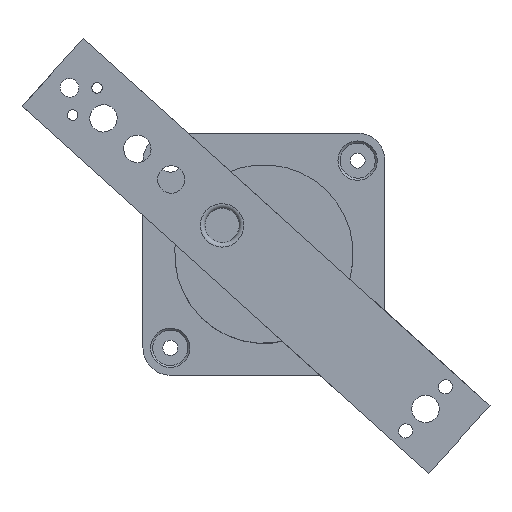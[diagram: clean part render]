
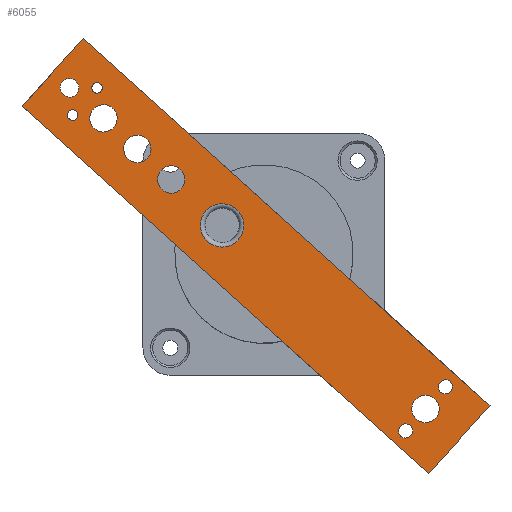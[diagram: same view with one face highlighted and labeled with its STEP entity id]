
A CAD part, top view. The second image highlights one B-rep face of the part: STEP entity #6055.
In plain terms, the highlighted planar face has unit normal (0, 0, 1).
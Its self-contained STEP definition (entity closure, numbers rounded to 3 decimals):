
#5659=CARTESIAN_POINT('',(40.194,-42.55,29.414));
#5660=VERTEX_POINT('',#5659);
#5667=CARTESIAN_POINT('',(-48.903,37.834,29.414));
#5668=VERTEX_POINT('',#5667);
#5669=CARTESIAN_POINT('',(-48.903,37.834,29.414));
#5670=DIRECTION('',(0.742,-0.67,0.));
#5671=VECTOR('',#5670,120.0);
#5672=LINE('',#5669,#5671);
#5673=EDGE_CURVE('',#5668,#5660,#5672,.T.);
#5780=CARTESIAN_POINT('',(-35.506,52.683,29.414));
#5781=VERTEX_POINT('',#5780);
#5788=CARTESIAN_POINT('',(53.592,-27.701,29.414));
#5789=VERTEX_POINT('',#5788);
#5790=CARTESIAN_POINT('',(53.592,-27.701,29.414));
#5791=DIRECTION('',(-0.742,0.67,0.));
#5792=VECTOR('',#5791,120.);
#5793=LINE('',#5790,#5792);
#5794=EDGE_CURVE('',#5789,#5781,#5793,.T.);
#5829=CARTESIAN_POINT('',(-35.506,52.683,29.414));
#5830=DIRECTION('',(-0.67,-0.742,0.));
#5831=VECTOR('',#5830,20.);
#5832=LINE('',#5829,#5831);
#5833=EDGE_CURVE('',#5781,#5668,#5832,.T.);
#5913=CARTESIAN_POINT('',(-8.608,14.947,29.414));
#5914=VERTEX_POINT('',#5913);
#5915=CARTESIAN_POINT('',(-5.081,11.765,29.414));
#5916=DIRECTION('',(0.,0.,1.0));
#5917=DIRECTION('',(0.742,-0.67,0.));
#5918=AXIS2_PLACEMENT_3D('',#5915,#5916,#5917);
#5919=CIRCLE('',#5918,4.75);
#5920=EDGE_CURVE('',#5914,#5914,#5919,.T.);
#5937=CARTESIAN_POINT('',(2.344,5.067,29.414));
#5938=DIRECTION('',(0.0,0.0,-1.0));
#5939=DIRECTION('',(-0.742,0.67,0.0));
#5940=AXIS2_PLACEMENT_3D('',#5937,#5938,#5939);
#5941=PLANE('',#5940);
#5942=ORIENTED_EDGE('',*,*,#5794,.T.);
#5943=ORIENTED_EDGE('',*,*,#5833,.T.);
#5944=ORIENTED_EDGE('',*,*,#5673,.T.);
#5945=CARTESIAN_POINT('',(40.194,-42.55,29.414));
#5946=DIRECTION('',(0.67,0.742,0.));
#5947=VECTOR('',#5946,20.);
#5948=LINE('',#5945,#5947);
#5949=EDGE_CURVE('',#5660,#5789,#5948,.T.);
#5950=ORIENTED_EDGE('',*,*,#5949,.T.);
#5951=EDGE_LOOP('',(#5942,#5943,#5944,#5950));
#5952=FACE_OUTER_BOUND('',#5951,.T.);
#5953=CARTESIAN_POINT('',(-33.326,42.635,29.414));
#5954=VERTEX_POINT('',#5953);
#5955=CARTESIAN_POINT('',(-32.472,41.865,29.414));
#5956=DIRECTION('',(0.,0.,-1.0));
#5957=DIRECTION('',(0.742,-0.67,0.));
#5958=AXIS2_PLACEMENT_3D('',#5955,#5956,#5957);
#5959=CIRCLE('',#5958,1.15);
#5960=EDGE_CURVE('',#5954,#5954,#5959,.T.);
#5961=ORIENTED_EDGE('',*,*,#5960,.T.);
#5962=EDGE_LOOP('',(#5961));
#5963=FACE_BOUND('',#5962,.T.);
#5964=CARTESIAN_POINT('',(-38.685,36.695,29.414));
#5965=VERTEX_POINT('',#5964);
#5966=CARTESIAN_POINT('',(-37.831,35.925,29.414));
#5967=DIRECTION('',(0.,0.,-1.0));
#5968=DIRECTION('',(0.742,-0.67,0.));
#5969=AXIS2_PLACEMENT_3D('',#5966,#5967,#5968);
#5970=CIRCLE('',#5969,1.15);
#5971=EDGE_CURVE('',#5965,#5965,#5970,.T.);
#5972=ORIENTED_EDGE('',*,*,#5971,.T.);
#5973=EDGE_LOOP('',(#5972));
#5974=FACE_BOUND('',#5973,.T.);
#5975=CARTESIAN_POINT('',(42.671,-22.562,29.414));
#5976=VERTEX_POINT('',#5975);
#5977=CARTESIAN_POINT('',(43.822,-23.601,29.414));
#5978=DIRECTION('',(0.,0.,-1.0));
#5979=DIRECTION('',(0.742,-0.67,0.));
#5980=AXIS2_PLACEMENT_3D('',#5977,#5978,#5979);
#5981=CIRCLE('',#5980,1.55);
#5982=EDGE_CURVE('',#5976,#5976,#5981,.T.);
#5983=ORIENTED_EDGE('',*,*,#5982,.T.);
#5984=EDGE_LOOP('',(#5983));
#5985=FACE_BOUND('',#5984,.T.);
#5986=CARTESIAN_POINT('',(33.963,-32.215,29.414));
#5987=VERTEX_POINT('',#5986);
#5988=CARTESIAN_POINT('',(35.114,-33.253,29.414));
#5989=DIRECTION('',(0.,0.,-1.0));
#5990=DIRECTION('',(0.742,-0.67,0.));
#5991=AXIS2_PLACEMENT_3D('',#5988,#5989,#5990);
#5992=CIRCLE('',#5991,1.55);
#5993=EDGE_CURVE('',#5987,#5987,#5992,.T.);
#5994=ORIENTED_EDGE('',*,*,#5993,.T.);
#5995=EDGE_LOOP('',(#5994));
#5996=FACE_BOUND('',#5995,.T.);
#5997=CARTESIAN_POINT('',(-40.014,43.283,29.414));
#5998=VERTEX_POINT('',#5997);
#5999=CARTESIAN_POINT('',(-38.492,41.909,29.414));
#6000=DIRECTION('',(0.,0.,-1.0));
#6001=DIRECTION('',(0.742,-0.67,0.));
#6002=AXIS2_PLACEMENT_3D('',#5999,#6000,#6001);
#6003=CIRCLE('',#6002,2.05);
#6004=EDGE_CURVE('',#5998,#5998,#6003,.T.);
#6005=ORIENTED_EDGE('',*,*,#6004,.T.);
#6006=EDGE_LOOP('',(#6005));
#6007=FACE_BOUND('',#6006,.T.);
#6008=CARTESIAN_POINT('',(37.241,-26.417,29.414));
#6009=VERTEX_POINT('',#6008);
#6010=CARTESIAN_POINT('',(39.468,-28.427,29.414));
#6011=DIRECTION('',(0.,0.,-1.0));
#6012=DIRECTION('',(0.742,-0.67,0.));
#6013=AXIS2_PLACEMENT_3D('',#6010,#6011,#6012);
#6014=CIRCLE('',#6013,3.0);
#6015=EDGE_CURVE('',#6009,#6009,#6014,.T.);
#6016=ORIENTED_EDGE('',*,*,#6015,.T.);
#6017=EDGE_LOOP('',(#6016));
#6018=FACE_BOUND('',#6017,.T.);
#6019=CARTESIAN_POINT('',(-18.445,23.823,29.414));
#6020=VERTEX_POINT('',#6019);
#6021=CARTESIAN_POINT('',(-16.218,21.813,29.414));
#6022=DIRECTION('',(0.,0.,-1.0));
#6023=DIRECTION('',(0.742,-0.67,0.));
#6024=AXIS2_PLACEMENT_3D('',#6021,#6022,#6023);
#6025=CIRCLE('',#6024,3.0);
#6026=EDGE_CURVE('',#6020,#6020,#6025,.T.);
#6027=ORIENTED_EDGE('',*,*,#6026,.T.);
#6028=EDGE_LOOP('',(#6027));
#6029=FACE_BOUND('',#6028,.T.);
#6030=CARTESIAN_POINT('',(-25.87,30.522,29.414));
#6031=VERTEX_POINT('',#6030);
#6032=CARTESIAN_POINT('',(-23.643,28.512,29.414));
#6033=DIRECTION('',(0.,0.,-1.0));
#6034=DIRECTION('',(0.742,-0.67,0.));
#6035=AXIS2_PLACEMENT_3D('',#6032,#6033,#6034);
#6036=CIRCLE('',#6035,3.0);
#6037=EDGE_CURVE('',#6031,#6031,#6036,.T.);
#6038=ORIENTED_EDGE('',*,*,#6037,.T.);
#6039=EDGE_LOOP('',(#6038));
#6040=FACE_BOUND('',#6039,.T.);
#6041=CARTESIAN_POINT('',(-33.295,37.22,29.414));
#6042=VERTEX_POINT('',#6041);
#6043=CARTESIAN_POINT('',(-31.068,35.211,29.414));
#6044=DIRECTION('',(0.,0.,-1.0));
#6045=DIRECTION('',(0.742,-0.67,0.));
#6046=AXIS2_PLACEMENT_3D('',#6043,#6044,#6045);
#6047=CIRCLE('',#6046,3.0);
#6048=EDGE_CURVE('',#6042,#6042,#6047,.T.);
#6049=ORIENTED_EDGE('',*,*,#6048,.T.);
#6050=EDGE_LOOP('',(#6049));
#6051=FACE_BOUND('',#6050,.T.);
#6052=ORIENTED_EDGE('',*,*,#5920,.F.);
#6053=EDGE_LOOP('',(#6052));
#6054=FACE_BOUND('',#6053,.T.);
#6055=ADVANCED_FACE('',(#5952,#5963,#5974,#5985,#5996,#6007,#6018,#6029,#6040,#6051,#6054),#5941,.F.);
